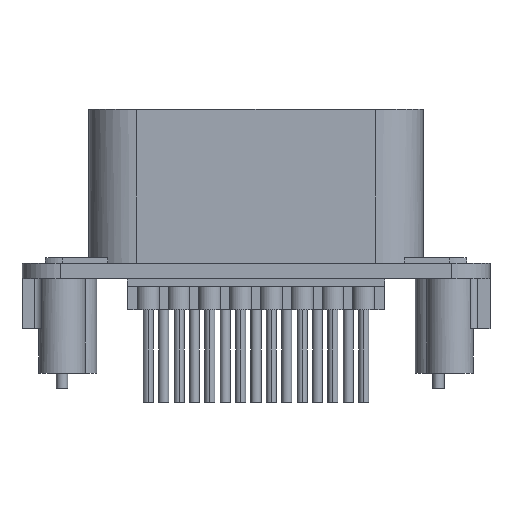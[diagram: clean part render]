
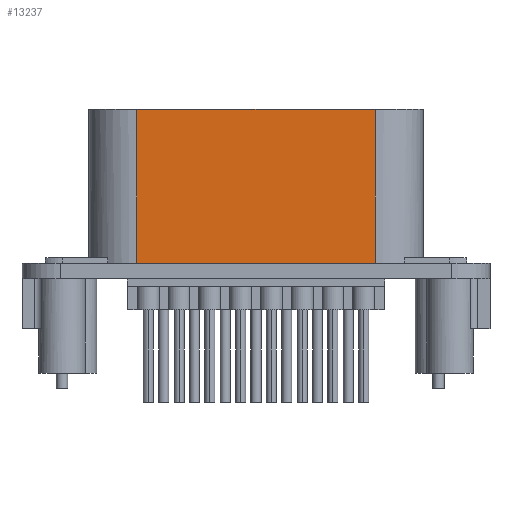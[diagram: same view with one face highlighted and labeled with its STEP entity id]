
A CAD part, front view. The second image highlights one B-rep face of the part: STEP entity #13237.
In plain terms, the highlighted planar face has unit normal (0, -1, 0).
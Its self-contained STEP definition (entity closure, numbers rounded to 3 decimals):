
#94=DIRECTION('',(1.,0.,0.));
#95=VECTOR('',#94,31.);
#96=CARTESIAN_POINT('',(-15.5,-11.8,0.));
#97=LINE('',#96,#95);
#4191=DIRECTION('',(0.,0.,-1.));
#4192=VECTOR('',#4191,20.);
#4193=CARTESIAN_POINT('',(-15.5,-11.8,0.));
#4194=LINE('',#4193,#4192);
#4195=DIRECTION('',(1.,0.,0.));
#4196=VECTOR('',#4195,31.);
#4197=CARTESIAN_POINT('',(-15.5,-11.8,-20.));
#4198=LINE('',#4197,#4196);
#4213=DIRECTION('',(0.,0.,-1.));
#4214=VECTOR('',#4213,20.);
#4215=CARTESIAN_POINT('',(15.5,-11.8,0.));
#4216=LINE('',#4215,#4214);
#6460=CARTESIAN_POINT('',(-15.5,-11.8,0.));
#6461=VERTEX_POINT('',#6460);
#6462=CARTESIAN_POINT('',(15.5,-11.8,0.));
#6463=VERTEX_POINT('',#6462);
#6500=CARTESIAN_POINT('',(-15.5,-11.8,-20.));
#6501=VERTEX_POINT('',#6500);
#6502=CARTESIAN_POINT('',(15.5,-11.8,-20.));
#6503=VERTEX_POINT('',#6502);
#13225=CARTESIAN_POINT('',(-15.5,-11.8,0.));
#13226=DIRECTION('',(0.,-1.,0.));
#13227=DIRECTION('',(1.,0.,0.));
#13228=AXIS2_PLACEMENT_3D('',#13225,#13226,#13227);
#13229=PLANE('',#13228);
#13230=ORIENTED_EDGE('',*,*,#13218,.F.);
#13231=ORIENTED_EDGE('',*,*,#8439,.T.);
#13233=ORIENTED_EDGE('',*,*,#13232,.T.);
#13234=ORIENTED_EDGE('',*,*,#8776,.F.);
#13235=EDGE_LOOP('',(#13230,#13231,#13233,#13234));
#13236=FACE_OUTER_BOUND('',#13235,.F.);
#13237=ADVANCED_FACE('',(#13236),#13229,.T.);
#8439=EDGE_CURVE('',#6461,#6463,#97,.T.);
#8776=EDGE_CURVE('',#6501,#6503,#4198,.T.);
#13218=EDGE_CURVE('',#6461,#6501,#4194,.T.);
#13232=EDGE_CURVE('',#6463,#6503,#4216,.T.);
